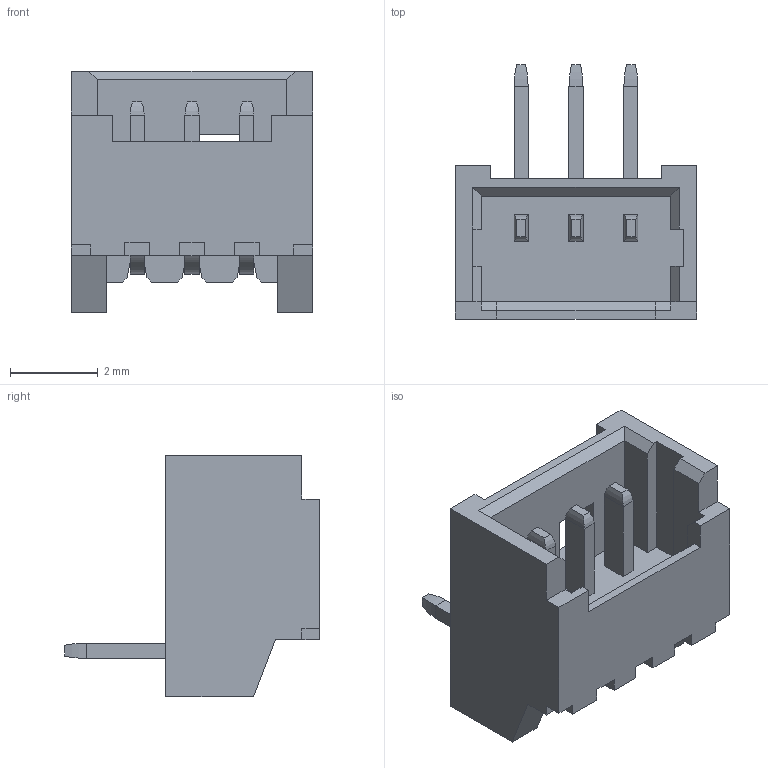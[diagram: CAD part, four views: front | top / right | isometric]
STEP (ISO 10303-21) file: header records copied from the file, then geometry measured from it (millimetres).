
FILE_DESCRIPTION((''),'2;1');
FILE_NAME('530480310','2013-12-04T',('me'),(''),'PRO/ENGINEER BY PARAMETRIC TECHNOLOGY CORPORATION, 2011490','PRO/ENGINEER BY PARAMETRIC TECHNOLOGY CORPORATION, 2011490','');
FILE_SCHEMA(('CONFIG_CONTROL_DESIGN'));
Length unit declared in the file: millimetre
Products named in the file (1): 530480310
Bounding box: 5.5 x 5.8 x 5.5 mm (x, y, z)
Volume: 48.8 mm3; surface area: 185.6 mm2
Topology: 1 solids, 1 shells, 147 faces, 392 edges, 250 vertices
Faces by surface type: plane 120, bspline 24, cylinder 3
Entity records: 5088 total; most frequent: CARTESIAN_POINT 1504, ORIENTED_EDGE 772, DIRECTION 634, EDGE_CURVE 386, VECTOR 350, LINE 350, VERTEX_POINT 244, EDGE_LOOP 152
